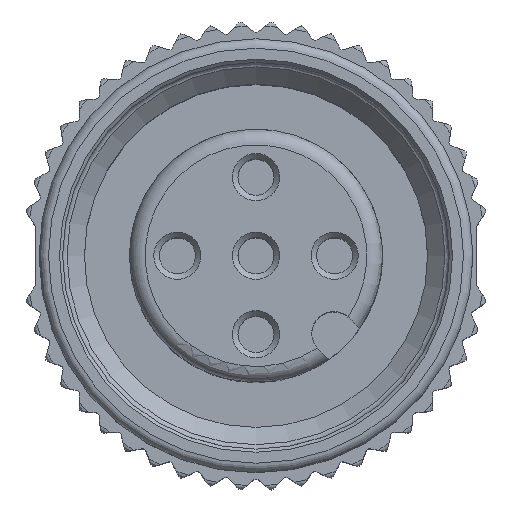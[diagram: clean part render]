
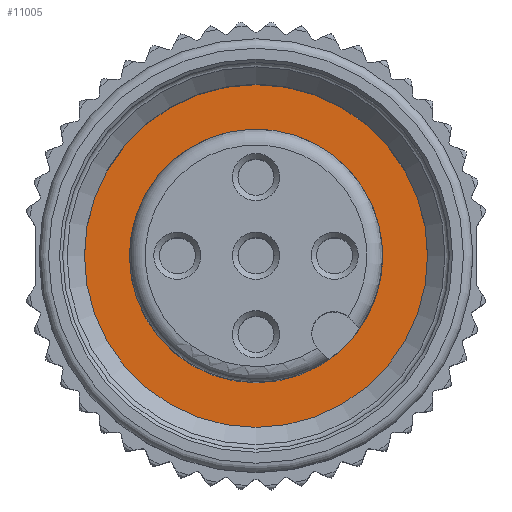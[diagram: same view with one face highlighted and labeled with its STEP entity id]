
A CAD part, top view. The second image highlights one B-rep face of the part: STEP entity #11005.
In plain terms, the highlighted planar face has unit normal (0, 0, 1).
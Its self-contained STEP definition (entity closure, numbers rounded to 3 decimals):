
#532=PLANE('',#11780);
#2822=ORIENTED_EDGE('',*,*,#5090,.F.);
#2823=ORIENTED_EDGE('',*,*,#5086,.T.);
#5086=EDGE_CURVE('',#6117,#6117,#6479,.T.);
#5090=EDGE_CURVE('',#6120,#6120,#6481,.T.);
#6117=VERTEX_POINT('',#17344);
#6120=VERTEX_POINT('',#17352);
#6479=CIRCLE('',#11778,4.025);
#6481=CIRCLE('',#11781,5.459);
#6689=EDGE_LOOP('',(#2822));
#6690=EDGE_LOOP('',(#2823));
#7180=FACE_BOUND('',#6689,.T.);
#7181=FACE_BOUND('',#6690,.T.);
#11005=ADVANCED_FACE('',(#7180,#7181),#532,.F.);
#11778=AXIS2_PLACEMENT_3D('',#17343,#13360,#13361);
#11780=AXIS2_PLACEMENT_3D('',#17350,#13366,#13367);
#11781=AXIS2_PLACEMENT_3D('',#17351,#13368,#13369);
#13360=DIRECTION('',(0.,0.,-1.));
#13361=DIRECTION('',(-1.,0.,0.));
#13366=DIRECTION('',(0.,0.,-1.));
#13367=DIRECTION('',(-1.,0.,0.));
#13368=DIRECTION('',(0.,0.,-1.));
#13369=DIRECTION('',(-1.,0.,0.));
#17343=CARTESIAN_POINT('',(0.,0.,-10.3));
#17344=CARTESIAN_POINT('',(-4.025,0.,-10.3));
#17350=CARTESIAN_POINT('',(0.,4.025,-10.3));
#17351=CARTESIAN_POINT('',(0.,0.,-10.3));
#17352=CARTESIAN_POINT('',(-5.459,0.,-10.3));
